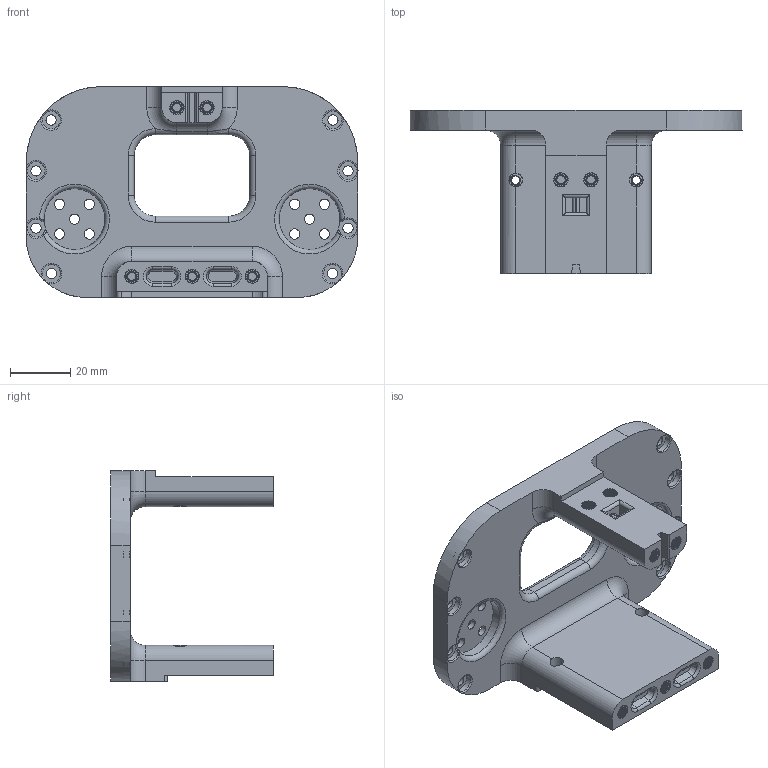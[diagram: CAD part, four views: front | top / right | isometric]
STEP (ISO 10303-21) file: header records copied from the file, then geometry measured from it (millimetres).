
FILE_DESCRIPTION(/* description */ (''),/* implementation_level */ '2;1');
FILE_NAME(/* name */ 'Inner_Plate.step',/* time_stamp */ '2021-12-10T15:31:25-08:00',/* author */ (''),/* organization */ (''),/* preprocessor_version */ 'ST-DEVELOPER v18.1',/* originating_system */ 'Autodesk Translation Framework v10.10.0.1391',/* authorisation */ '');
FILE_SCHEMA (('AUTOMOTIVE_DESIGN { 1 0 10303 214 3 1 1 }'));
Length unit declared in the file: millimetre
Products named in the file (2): Inner_Plate; F1-B-M3-Heatfit v1
Assembly tree (9 placements, depth 2):
  Inner_Plate
    F1-B-M3-Heatfit v1  x9
Bounding box: 110.16 x 54 x 70 mm (x, y, z)
Volume: 64946 mm3; surface area: 29050.6 mm2
Topology: 10 solids, 10 shells, 1558 faces, 4430 edges, 2918 vertices
Faces by surface type: bspline 748, cylinder 615, plane 109, cone 56, torus 30
Full cylindrical faces by diameter (mm): 2.82 x99, 3.4 x18, 4.133 x9, 4.148 x9, 4.443 x9, 4.5 x12, 6 x6, 20.2 x2
Entity records: 16099 total; most frequent: CARTESIAN_POINT 7069, ORIENTED_EDGE 2030, DIRECTION 1724, EDGE_CURVE 1015, AXIS2_PLACEMENT_3D 661, VERTEX_POINT 654, EDGE_LOOP 435, LINE 402
